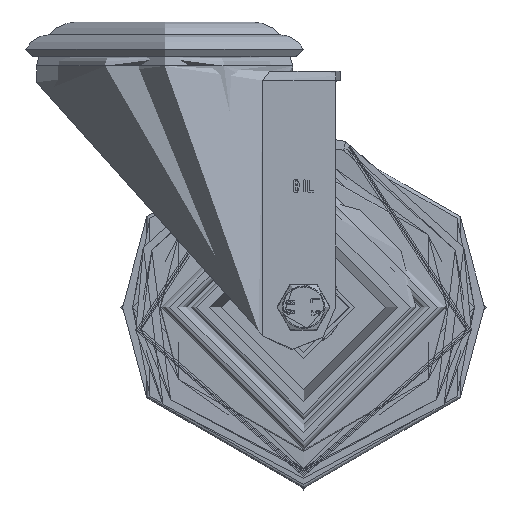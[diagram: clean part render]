
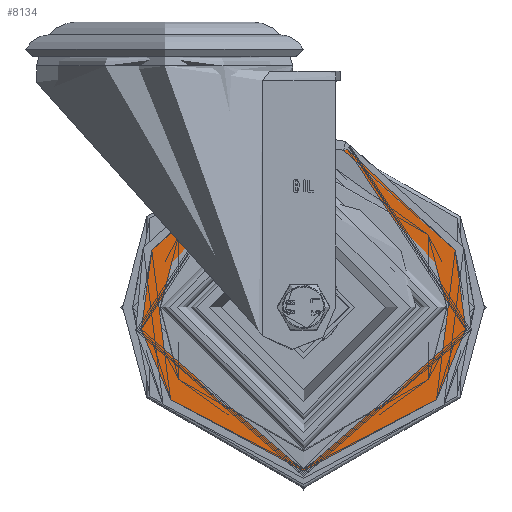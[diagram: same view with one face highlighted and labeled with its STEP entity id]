
A CAD part, front view. The second image highlights one B-rep face of the part: STEP entity #8134.
In plain terms, the highlighted conical face has half-angle 86.594 degrees and reference radius 44.534 mm.
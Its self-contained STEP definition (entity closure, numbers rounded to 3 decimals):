
#273=B_SPLINE_CURVE_WITH_KNOTS('',3,(#13905,#13906,#13907,#13908,#13909,
#13910,#13911,#13912,#13913,#13914,#13915,#13916,#13917,#13918,#13919,#13920,
#13921,#13922,#13923,#13924,#13925,#13926,#13927,#13928,#13929,#13930,#13931,
#13932,#13933,#13934,#13935,#13936,#13937,#13938,#13939,#13940,#13941,#13942,
#13943,#13944),.UNSPECIFIED.,.F.,.F.,(4,3,3,3,3,3,3,3,3,3,3,3,3,4),(0.,
0.,0.,0.,0.,
0.,0.001,0.001,0.001,
0.001,0.001,0.001,0.001,
0.001),.UNSPECIFIED.);
#274=B_SPLINE_CURVE_WITH_KNOTS('',3,(#13945,#13946,#13947,#13948,#13949,
#13950,#13951,#13952,#13953,#13954,#13955,#13956,#13957,#13958,#13959,#13960,
#13961,#13962,#13963,#13964,#13965,#13966,#13967,#13968,#13969,#13970,#13971,
#13972,#13973,#13974,#13975,#13976,#13977,#13978,#13979,#13980,#13981,#13982,
#13983,#13984),.UNSPECIFIED.,.F.,.F.,(4,3,3,3,3,3,3,3,3,3,3,3,3,4),(0.002,
0.002,0.002,0.002,0.002,
0.002,0.002,0.003,0.003,
0.003,0.003,0.003,0.003,
0.003),.UNSPECIFIED.);
#762=CONICAL_SURFACE('',#8942,44.534,1.511);
#960=FACE_OUTER_BOUND('',#1484,.T.);
#1484=EDGE_LOOP('',(#6089,#6090,#6091,#6092,#6093));
#3142=CIRCLE('',#8899,44.284);
#3144=CIRCLE('',#8901,44.284);
#3170=CIRCLE('',#8941,44.783);
#3621=VERTEX_POINT('',#13716);
#3622=VERTEX_POINT('',#13718);
#3625=VERTEX_POINT('',#13724);
#3653=VERTEX_POINT('',#13899);
#3654=VERTEX_POINT('',#13900);
#4499=EDGE_CURVE('',#3621,#3622,#3142,.T.);
#4503=EDGE_CURVE('',#3625,#3621,#3144,.T.);
#4544=EDGE_CURVE('',#3653,#3654,#3170,.T.);
#4547=EDGE_CURVE('',#3625,#3653,#273,.T.);
#4548=EDGE_CURVE('',#3654,#3622,#274,.T.);
#6089=ORIENTED_EDGE('',*,*,#4503,.F.);
#6090=ORIENTED_EDGE('',*,*,#4547,.T.);
#6091=ORIENTED_EDGE('',*,*,#4544,.T.);
#6092=ORIENTED_EDGE('',*,*,#4548,.T.);
#6093=ORIENTED_EDGE('',*,*,#4499,.F.);
#8134=ADVANCED_FACE('',(#960),#762,.T.);
#8899=AXIS2_PLACEMENT_3D('',#13719,#10231,#10232);
#8901=AXIS2_PLACEMENT_3D('',#13726,#10237,#10238);
#8941=AXIS2_PLACEMENT_3D('',#13901,#10328,#10329);
#8942=AXIS2_PLACEMENT_3D('',#13904,#10332,#10333);
#10231=DIRECTION('center_axis',(0.,-1.,0.));
#10232=DIRECTION('ref_axis',(0.,0.,1.));
#10237=DIRECTION('center_axis',(0.,-1.,0.));
#10238=DIRECTION('ref_axis',(0.,0.,1.));
#10328=DIRECTION('center_axis',(0.,-1.,0.));
#10329=DIRECTION('ref_axis',(0.,0.,1.));
#10332=DIRECTION('center_axis',(0.,1.,0.));
#10333=DIRECTION('ref_axis',(0.,0.,
-1.));
#13716=CARTESIAN_POINT('',(0.,-12.811,-44.284));
#13718=CARTESIAN_POINT('',(10.942,-12.811,42.911));
#13719=CARTESIAN_POINT('Origin',(0.,-12.811,
0.));
#13724=CARTESIAN_POINT('',(-10.942,-12.811,42.911));
#13726=CARTESIAN_POINT('Origin',(0.,-12.811,
0.));
#13899=CARTESIAN_POINT('',(-12.023,-12.782,43.139));
#13900=CARTESIAN_POINT('',(12.023,-12.782,43.139));
#13901=CARTESIAN_POINT('Origin',(0.,-12.782,
0.));
#13904=CARTESIAN_POINT('Origin',(0.,-12.796,
0.));
#13905=CARTESIAN_POINT('Ctrl Pts',(-10.942,-12.811,
42.911));
#13906=CARTESIAN_POINT('Ctrl Pts',(-10.978,-12.811,
42.902));
#13907=CARTESIAN_POINT('Ctrl Pts',(-11.015,-12.811,
42.894));
#13908=CARTESIAN_POINT('Ctrl Pts',(-11.052,-12.811,42.888));
#13909=CARTESIAN_POINT('Ctrl Pts',(-11.088,-12.811,
42.882));
#13910=CARTESIAN_POINT('Ctrl Pts',(-11.126,-12.811,
42.878));
#13911=CARTESIAN_POINT('Ctrl Pts',(-11.163,-12.81,42.875));
#13912=CARTESIAN_POINT('Ctrl Pts',(-11.2,-12.81,
42.873));
#13913=CARTESIAN_POINT('Ctrl Pts',(-11.238,-12.809,
42.872));
#13914=CARTESIAN_POINT('Ctrl Pts',(-11.275,-12.809,
42.873));
#13915=CARTESIAN_POINT('Ctrl Pts',(-11.312,-12.808,
42.873));
#13916=CARTESIAN_POINT('Ctrl Pts',(-11.35,-12.807,42.876));
#13917=CARTESIAN_POINT('Ctrl Pts',(-11.387,-12.806,42.88));
#13918=CARTESIAN_POINT('Ctrl Pts',(-11.4,-12.806,42.881));
#13919=CARTESIAN_POINT('Ctrl Pts',(-11.412,-12.806,
42.883));
#13920=CARTESIAN_POINT('Ctrl Pts',(-11.425,-12.806,42.884));
#13921=CARTESIAN_POINT('Ctrl Pts',(-11.449,-12.805,42.888));
#13922=CARTESIAN_POINT('Ctrl Pts',(-11.474,-12.804,
42.892));
#13923=CARTESIAN_POINT('Ctrl Pts',(-11.498,-12.804,
42.897));
#13924=CARTESIAN_POINT('Ctrl Pts',(-11.535,-12.803,
42.904));
#13925=CARTESIAN_POINT('Ctrl Pts',(-11.571,-12.802,
42.913));
#13926=CARTESIAN_POINT('Ctrl Pts',(-11.607,-12.801,
42.924));
#13927=CARTESIAN_POINT('Ctrl Pts',(-11.643,-12.799,42.934));
#13928=CARTESIAN_POINT('Ctrl Pts',(-11.678,-12.798,
42.947));
#13929=CARTESIAN_POINT('Ctrl Pts',(-11.713,-12.797,
42.96));
#13930=CARTESIAN_POINT('Ctrl Pts',(-11.747,-12.795,
42.974));
#13931=CARTESIAN_POINT('Ctrl Pts',(-11.781,-12.794,42.99));
#13932=CARTESIAN_POINT('Ctrl Pts',(-11.815,-12.793,43.006));
#13933=CARTESIAN_POINT('Ctrl Pts',(-11.838,-12.792,
43.018));
#13934=CARTESIAN_POINT('Ctrl Pts',(-11.86,-12.79,43.03));
#13935=CARTESIAN_POINT('Ctrl Pts',(-11.882,-12.789,
43.043));
#13936=CARTESIAN_POINT('Ctrl Pts',(-11.892,-12.789,
43.049));
#13937=CARTESIAN_POINT('Ctrl Pts',(-11.902,-12.788,
43.055));
#13938=CARTESIAN_POINT('Ctrl Pts',(-11.913,-12.788,
43.061));
#13939=CARTESIAN_POINT('Ctrl Pts',(-11.944,-12.786,
43.081));
#13940=CARTESIAN_POINT('Ctrl Pts',(-11.975,-12.785,
43.102));
#13941=CARTESIAN_POINT('Ctrl Pts',(-12.005,-12.783,
43.125));
#13942=CARTESIAN_POINT('Ctrl Pts',(-12.011,-12.782,
43.129));
#13943=CARTESIAN_POINT('Ctrl Pts',(-12.017,-12.782,
43.134));
#13944=CARTESIAN_POINT('Ctrl Pts',(-12.023,-12.782,
43.139));
#13945=CARTESIAN_POINT('Ctrl Pts',(12.023,-12.782,43.139));
#13946=CARTESIAN_POINT('Ctrl Pts',(12.017,-12.782,43.134));
#13947=CARTESIAN_POINT('Ctrl Pts',(12.011,-12.782,43.129));
#13948=CARTESIAN_POINT('Ctrl Pts',(12.005,-12.783,43.125));
#13949=CARTESIAN_POINT('Ctrl Pts',(11.975,-12.785,43.102));
#13950=CARTESIAN_POINT('Ctrl Pts',(11.944,-12.786,43.081));
#13951=CARTESIAN_POINT('Ctrl Pts',(11.913,-12.788,43.061));
#13952=CARTESIAN_POINT('Ctrl Pts',(11.881,-12.79,43.042));
#13953=CARTESIAN_POINT('Ctrl Pts',(11.848,-12.791,43.023));
#13954=CARTESIAN_POINT('Ctrl Pts',(11.815,-12.793,43.006));
#13955=CARTESIAN_POINT('Ctrl Pts',(11.781,-12.794,42.99));
#13956=CARTESIAN_POINT('Ctrl Pts',(11.747,-12.795,42.974));
#13957=CARTESIAN_POINT('Ctrl Pts',(11.713,-12.797,42.96));
#13958=CARTESIAN_POINT('Ctrl Pts',(11.678,-12.798,42.947));
#13959=CARTESIAN_POINT('Ctrl Pts',(11.643,-12.799,42.934));
#13960=CARTESIAN_POINT('Ctrl Pts',(11.607,-12.801,42.924));
#13961=CARTESIAN_POINT('Ctrl Pts',(11.603,-12.801,42.923));
#13962=CARTESIAN_POINT('Ctrl Pts',(11.599,-12.801,42.921));
#13963=CARTESIAN_POINT('Ctrl Pts',(11.595,-12.801,42.92));
#13964=CARTESIAN_POINT('Ctrl Pts',(11.563,-12.802,42.911));
#13965=CARTESIAN_POINT('Ctrl Pts',(11.53,-12.803,42.903));
#13966=CARTESIAN_POINT('Ctrl Pts',(11.498,-12.804,42.897));
#13967=CARTESIAN_POINT('Ctrl Pts',(11.461,-12.805,42.889));
#13968=CARTESIAN_POINT('Ctrl Pts',(11.424,-12.806,42.884));
#13969=CARTESIAN_POINT('Ctrl Pts',(11.387,-12.806,42.88));
#13970=CARTESIAN_POINT('Ctrl Pts',(11.35,-12.807,42.876));
#13971=CARTESIAN_POINT('Ctrl Pts',(11.313,-12.808,42.873));
#13972=CARTESIAN_POINT('Ctrl Pts',(11.275,-12.809,42.873));
#13973=CARTESIAN_POINT('Ctrl Pts',(11.273,-12.809,42.872));
#13974=CARTESIAN_POINT('Ctrl Pts',(11.271,-12.809,42.872));
#13975=CARTESIAN_POINT('Ctrl Pts',(11.269,-12.809,42.872));
#13976=CARTESIAN_POINT('Ctrl Pts',(11.233,-12.809,42.872));
#13977=CARTESIAN_POINT('Ctrl Pts',(11.198,-12.81,42.873));
#13978=CARTESIAN_POINT('Ctrl Pts',(11.163,-12.81,42.875));
#13979=CARTESIAN_POINT('Ctrl Pts',(11.126,-12.811,42.878));
#13980=CARTESIAN_POINT('Ctrl Pts',(11.088,-12.811,42.882));
#13981=CARTESIAN_POINT('Ctrl Pts',(11.052,-12.811,42.888));
#13982=CARTESIAN_POINT('Ctrl Pts',(11.015,-12.811,42.894));
#13983=CARTESIAN_POINT('Ctrl Pts',(10.978,-12.811,42.902));
#13984=CARTESIAN_POINT('Ctrl Pts',(10.942,-12.811,42.911));
